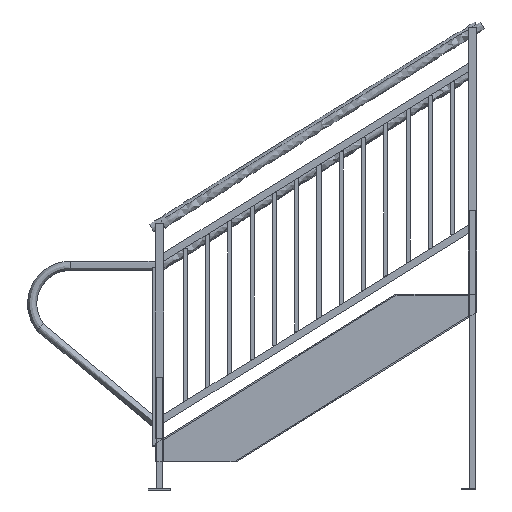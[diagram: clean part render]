
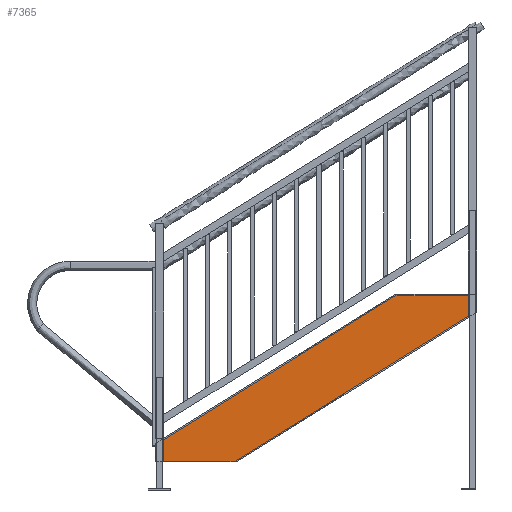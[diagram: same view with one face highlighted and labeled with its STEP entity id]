
A CAD part, front view. The second image highlights one B-rep face of the part: STEP entity #7365.
In plain terms, the highlighted planar face has unit normal (0, -1, 0).
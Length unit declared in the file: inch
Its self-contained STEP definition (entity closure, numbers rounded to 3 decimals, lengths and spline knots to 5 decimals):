
#777=FACE_OUTER_BOUND('',#1243,.T.);
#1243=EDGE_LOOP('',(#5693,#5694,#5695,#5696,#5697,#5698,#5699,#5700,#5701,
#5702,#5703));
#1915=LINE('',#11463,#2785);
#1916=LINE('',#11466,#2786);
#1917=LINE('',#11468,#2787);
#1918=LINE('',#11470,#2788);
#1919=LINE('',#11472,#2789);
#1920=LINE('',#11474,#2790);
#1921=LINE('',#11476,#2791);
#1922=LINE('',#11478,#2792);
#1923=LINE('',#11480,#2793);
#1924=LINE('',#11482,#2794);
#1925=LINE('',#11483,#2795);
#2785=VECTOR('',#9179,1.);
#2786=VECTOR('',#9182,1.);
#2787=VECTOR('',#9183,1.);
#2788=VECTOR('',#9184,1.);
#2789=VECTOR('',#9185,1.);
#2790=VECTOR('',#9186,1.);
#2791=VECTOR('',#9187,1.);
#2792=VECTOR('',#9188,1.);
#2793=VECTOR('',#9189,1.);
#2794=VECTOR('',#9190,1.);
#2795=VECTOR('',#9191,1.);
#3529=VERTEX_POINT('',#11456);
#3532=VERTEX_POINT('',#11461);
#3533=VERTEX_POINT('',#11465);
#3534=VERTEX_POINT('',#11467);
#3535=VERTEX_POINT('',#11469);
#3536=VERTEX_POINT('',#11471);
#3537=VERTEX_POINT('',#11473);
#3538=VERTEX_POINT('',#11475);
#3539=VERTEX_POINT('',#11477);
#3540=VERTEX_POINT('',#11479);
#3541=VERTEX_POINT('',#11481);
#4305=EDGE_CURVE('',#3529,#3532,#1915,.T.);
#4306=EDGE_CURVE('',#3529,#3533,#1916,.T.);
#4307=EDGE_CURVE('',#3532,#3534,#1917,.T.);
#4308=EDGE_CURVE('',#3534,#3535,#1918,.T.);
#4309=EDGE_CURVE('',#3535,#3536,#1919,.T.);
#4310=EDGE_CURVE('',#3536,#3537,#1920,.T.);
#4311=EDGE_CURVE('',#3538,#3537,#1921,.T.);
#4312=EDGE_CURVE('',#3538,#3539,#1922,.T.);
#4313=EDGE_CURVE('',#3539,#3540,#1923,.T.);
#4314=EDGE_CURVE('',#3540,#3541,#1924,.T.);
#4315=EDGE_CURVE('',#3541,#3533,#1925,.T.);
#5693=ORIENTED_EDGE('',*,*,#4306,.F.);
#5694=ORIENTED_EDGE('',*,*,#4305,.T.);
#5695=ORIENTED_EDGE('',*,*,#4307,.T.);
#5696=ORIENTED_EDGE('',*,*,#4308,.T.);
#5697=ORIENTED_EDGE('',*,*,#4309,.T.);
#5698=ORIENTED_EDGE('',*,*,#4310,.T.);
#5699=ORIENTED_EDGE('',*,*,#4311,.F.);
#5700=ORIENTED_EDGE('',*,*,#4312,.T.);
#5701=ORIENTED_EDGE('',*,*,#4313,.T.);
#5702=ORIENTED_EDGE('',*,*,#4314,.T.);
#5703=ORIENTED_EDGE('',*,*,#4315,.T.);
#6923=PLANE('',#7937);
#7365=ADVANCED_FACE('',(#777),#6923,.F.);
#7937=AXIS2_PLACEMENT_3D('',#11464,#9180,#9181);
#9179=DIRECTION('',(0.,0.,1.));
#9180=DIRECTION('center_axis',(0.,1.,0.));
#9181=DIRECTION('ref_axis',(0.528,0.,-0.849));
#9182=DIRECTION('',(0.849,0.,0.528));
#9183=DIRECTION('',(-0.849,0.,-0.528));
#9184=DIRECTION('',(0.,0.,-1.));
#9185=DIRECTION('',(1.,0.,0.));
#9186=DIRECTION('',(0.849,0.,0.528));
#9187=DIRECTION('',(0.,0.,1.));
#9188=DIRECTION('',(0.849,0.,0.528));
#9189=DIRECTION('',(-1.,0.,0.));
#9190=DIRECTION('',(0.,0.,1.));
#9191=DIRECTION('',(-1.,0.,0.));
#11456=CARTESIAN_POINT('',(49.64842,-118.66144,-405.26728));
#11461=CARTESIAN_POINT('',(49.64842,-118.66144,-404.97284));
#11463=CARTESIAN_POINT('',(49.64842,-118.66144,-405.11275));
#11464=CARTESIAN_POINT('Origin',(46.80959,-118.66144,-407.03375));
#11465=CARTESIAN_POINT('',(91.69508,-118.66144,-379.10369));
#11466=CARTESIAN_POINT('',(46.80959,-118.66144,-407.03375));
#11467=CARTESIAN_POINT('',(48.14704,-118.66144,-405.90707));
#11468=CARTESIAN_POINT('',(47.62686,-118.66144,-406.23075));
#11469=CARTESIAN_POINT('',(48.14704,-118.66144,-409.1814));
#11470=CARTESIAN_POINT('',(48.14704,-118.66144,-416.8766));
#11471=CARTESIAN_POINT('',(62.28611,-118.66144,-409.1814));
#11472=CARTESIAN_POINT('',(54.79254,-118.66144,-409.1814));
#11473=CARTESIAN_POINT('',(104.33828,-118.66144,-383.01437));
#11474=CARTESIAN_POINT('',(52.09278,-118.66144,-415.52421));
#11475=CARTESIAN_POINT('',(104.33828,-118.66144,-383.30882));
#11476=CARTESIAN_POINT('',(104.33828,-118.66144,-383.17234));
#11477=CARTESIAN_POINT('',(105.83355,-118.66144,-382.37839));
#11478=CARTESIAN_POINT('',(78.8169,-118.66144,-399.18953));
#11479=CARTESIAN_POINT('',(105.83077,-118.66144,-382.37839));
#11480=CARTESIAN_POINT('',(105.84717,-118.66144,-382.37839));
#11481=CARTESIAN_POINT('',(105.83077,-118.66144,-379.10369));
#11482=CARTESIAN_POINT('',(105.83077,-118.66144,-371.40848));
#11483=CARTESIAN_POINT('',(69.00595,-118.66144,-379.10369));
